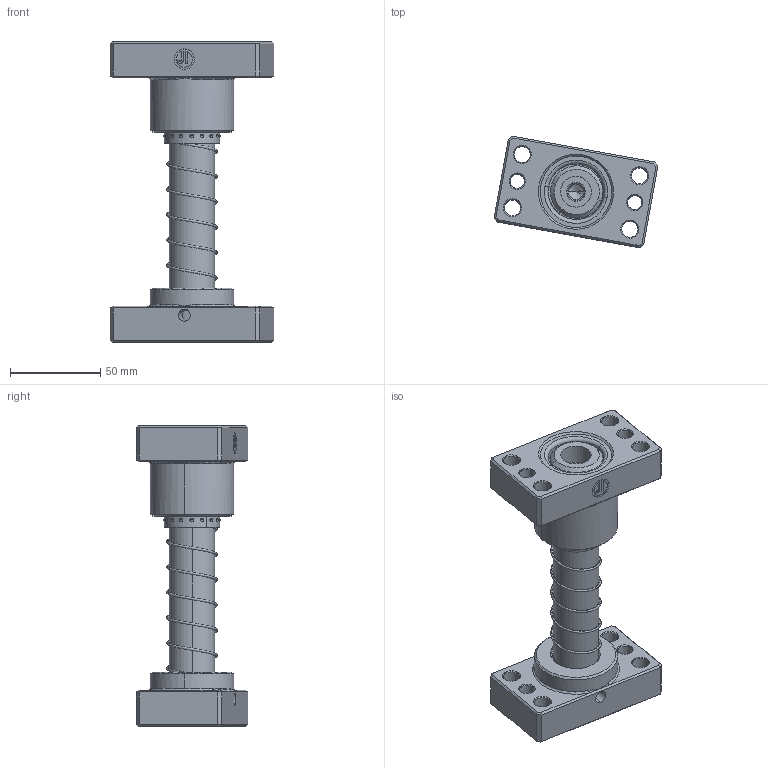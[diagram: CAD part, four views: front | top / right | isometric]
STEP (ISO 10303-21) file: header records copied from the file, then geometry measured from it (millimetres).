
FILE_DESCRIPTION (( 'STEP AP214' ), '1' );
FILE_NAME ('HYKP-D25-L140.STEP', '2021-09-23T09:55:11', ( 'User' ), ( 'china' ), 'SwSTEP 2.0', 'SolidWorks 2016', '' );
FILE_SCHEMA (( 'AUTOMOTIVE_DESIGN' ));
Length unit declared in the file: millimetre
Products named in the file (9): SABP-D25; SABP-D25傍杶; MGMK-D25-L140; HYAK嘐隅結輸-PD25; MGHP-D25; HWP-D27.5-d25.5-L110; BS-30.5-25.5-L50; HYKP-D25-L140
Assembly tree (8 placements, depth 3):
  HYKP-D25-L140
    MGMK-D25-L140
    SABP-D25
      SABP-D25
      SABP-D25傍杶
    BS-30.5-25.5-L50
    HWP-D27.5-d25.5-L110
    MGHP-D25
    HYAK嘐隅結輸-PD25
Bounding box: 90.51 x 61.52 x 166.15 mm (x, y, z)
Volume: 244667 mm3; surface area: 82510.4 mm2
Topology: 7 solids, 7 shells, 759 faces, 1632 edges, 1123 vertices
Faces by surface type: sphere 512, plane 79, cone 72, cylinder 70, bspline 14, torus 12
Entity records: 38930 total; most frequent: CARTESIAN_POINT 16634, DIRECTION 3320, ORIENTED_EDGE 3244, EDGE_CURVE 1622, AXIS2_PLACEMENT_3D 1507, VERTEX_POINT 1123, EDGE_LOOP 1041, FACE_OUTER_BOUND 759
